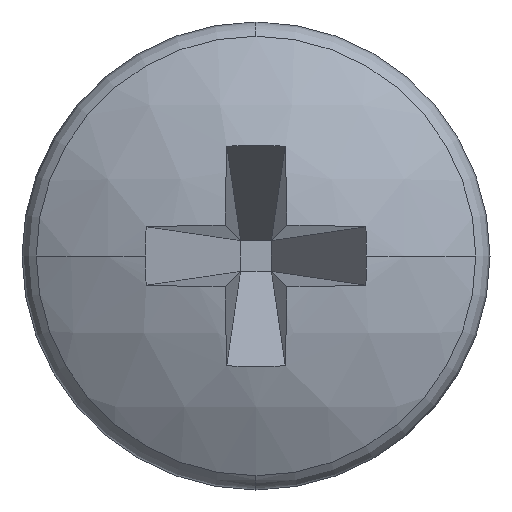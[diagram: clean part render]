
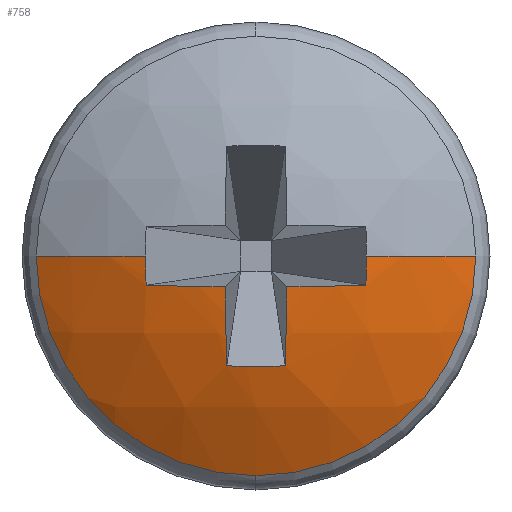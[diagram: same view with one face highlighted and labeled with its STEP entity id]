
A CAD part, left-side view. The second image highlights one B-rep face of the part: STEP entity #758.
In plain terms, the highlighted spherical face has radius 5 mm.
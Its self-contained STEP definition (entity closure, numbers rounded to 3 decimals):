
#1 = EDGE_CURVE ( 'NONE', #9, #47, #399, .T. ) ;
#9 = VERTEX_POINT ( 'NONE', #198 ) ;
#14 = CARTESIAN_POINT ( 'NONE',  ( 4.984, -0.154, 0. ) ) ;
#21 = AXIS2_PLACEMENT_3D ( 'NONE', #821, #699, #459 ) ;
#45 = EDGE_CURVE ( 'NONE', #520, #426, #763, .T. ) ;
#47 = VERTEX_POINT ( 'NONE', #790 ) ;
#56 = DIRECTION ( 'NONE',  ( 0.584, 0., -0.812 ) ) ;
#57 = DIRECTION ( 'NONE',  ( 0.584, 0.812, 0. ) ) ;
#72 = VERTEX_POINT ( 'NONE', #248 ) ;
#76 = EDGE_CURVE ( 'NONE', #47, #170, #258, .T. ) ;
#77 = DIRECTION ( 'NONE',  ( 0., 0., 1. ) ) ;
#79 = AXIS2_PLACEMENT_3D ( 'NONE', #904, #915, #370 ) ;
#82 = CARTESIAN_POINT ( 'NONE',  ( 5., 0., 0. ) ) ;
#95 = EDGE_CURVE ( 'NONE', #129, #426, #211, .T. ) ;
#103 = DIRECTION ( 'NONE',  ( 0.995, 0., 0.105 ) ) ;
#129 = VERTEX_POINT ( 'NONE', #491 ) ;
#139 = EDGE_CURVE ( 'NONE', #857, #129, #603, .T. ) ;
#153 = SPHERICAL_SURFACE ( 'NONE', #184, 5. ) ;
#159 = CIRCLE ( 'NONE', #634, 4.687 ) ;
#170 = VERTEX_POINT ( 'NONE', #614 ) ;
#183 = CARTESIAN_POINT ( 'NONE',  ( 0.189, 0.35, -1.314 ) ) ;
#184 = AXIS2_PLACEMENT_3D ( 'NONE', #82, #769, #381 ) ;
#194 = CARTESIAN_POINT ( 'NONE',  ( 4.984, 0., 0.154 ) ) ;
#195 = CIRCLE ( 'NONE', #79, 4.998 ) ;
#198 = CARTESIAN_POINT ( 'NONE',  ( 0.747, 2.629, 0. ) ) ;
#202 = CIRCLE ( 'NONE', #715, 5. ) ;
#205 = ORIENTED_EDGE ( 'NONE', *, *, #247, .T. ) ;
#211 = CIRCLE ( 'NONE', #476, 4.998 ) ;
#224 = CIRCLE ( 'NONE', #326, 5. ) ;
#226 = DIRECTION ( 'NONE',  ( -0.812, 0.584, 0. ) ) ;
#229 = CARTESIAN_POINT ( 'NONE',  ( 0.189, -0.35, -1.314 ) ) ;
#237 = EDGE_CURVE ( 'NONE', #170, #72, #224, .T. ) ;
#247 = EDGE_CURVE ( 'NONE', #72, #633, #471, .T. ) ;
#248 = CARTESIAN_POINT ( 'NONE',  ( 0.178, -1.322, 0. ) ) ;
#250 = ORIENTED_EDGE ( 'NONE', *, *, #45, .T. ) ;
#258 = CIRCLE ( 'NONE', #845, 2.629 ) ;
#262 = EDGE_CURVE ( 'NONE', #857, #948, #159, .T. ) ;
#270 = AXIS2_PLACEMENT_3D ( 'NONE', #194, #691, #841 ) ;
#275 = EDGE_CURVE ( 'NONE', #942, #633, #288, .T. ) ;
#281 = CARTESIAN_POINT ( 'NONE',  ( 0.747, 0., 0. ) ) ;
#288 = CIRCLE ( 'NONE', #270, 4.998 ) ;
#302 = CARTESIAN_POINT ( 'NONE',  ( 3.984, -1.414, 0. ) ) ;
#321 = AXIS2_PLACEMENT_3D ( 'NONE', #690, #56, #640 ) ;
#326 = AXIS2_PLACEMENT_3D ( 'NONE', #530, #536, #588 ) ;
#334 = CARTESIAN_POINT ( 'NONE',  ( 0.178, 1.322, 0. ) ) ;
#336 = DIRECTION ( 'NONE',  ( 0.995, -0.105, 0. ) ) ;
#363 = ORIENTED_EDGE ( 'NONE', *, *, #139, .F. ) ;
#368 = ORIENTED_EDGE ( 'NONE', *, *, #275, .F. ) ;
#370 = DIRECTION ( 'NONE',  ( -0.995, -0.105, 0. ) ) ;
#376 = CARTESIAN_POINT ( 'NONE',  ( 5., 0., 0. ) ) ;
#381 = DIRECTION ( 'NONE',  ( 0., 1., 0. ) ) ;
#399 = CIRCLE ( 'NONE', #924, 2.629 ) ;
#426 = VERTEX_POINT ( 'NONE', #183 ) ;
#459 = DIRECTION ( 'NONE',  ( 0.812, 0.584, 0. ) ) ;
#471 = CIRCLE ( 'NONE', #21, 4.687 ) ;
#475 = ORIENTED_EDGE ( 'NONE', *, *, #842, .F. ) ;
#476 = AXIS2_PLACEMENT_3D ( 'NONE', #14, #479, #336 ) ;
#479 = DIRECTION ( 'NONE',  ( -0.105, -0.995, 0. ) ) ;
#491 = CARTESIAN_POINT ( 'NONE',  ( 0.027, 0.367, -0.367 ) ) ;
#520 = VERTEX_POINT ( 'NONE', #229 ) ;
#530 = CARTESIAN_POINT ( 'NONE',  ( 5., 0., 0. ) ) ;
#536 = DIRECTION ( 'NONE',  ( 0., 0., -1. ) ) ;
#556 = EDGE_LOOP ( 'NONE', ( #897, #832, #779, #205, #368, #905, #250, #619, #363, #819, #475 ) ) ;
#575 = CARTESIAN_POINT ( 'NONE',  ( 0.027, -0.367, -0.367 ) ) ;
#585 = CARTESIAN_POINT ( 'NONE',  ( 0.189, -1.314, -0.35 ) ) ;
#588 = DIRECTION ( 'NONE',  ( 0., 1., 0. ) ) ;
#603 = CIRCLE ( 'NONE', #969, 4.998 ) ;
#614 = CARTESIAN_POINT ( 'NONE',  ( 0.747, -2.629, 0. ) ) ;
#619 = ORIENTED_EDGE ( 'NONE', *, *, #95, .F. ) ;
#633 = VERTEX_POINT ( 'NONE', #585 ) ;
#634 = AXIS2_PLACEMENT_3D ( 'NONE', #302, #57, #226 ) ;
#640 = DIRECTION ( 'NONE',  ( -0.812, 0., -0.584 ) ) ;
#690 = CARTESIAN_POINT ( 'NONE',  ( 3.984, 0., 1.414 ) ) ;
#691 = DIRECTION ( 'NONE',  ( -0.105, 0., 0.995 ) ) ;
#694 = DIRECTION ( 'NONE',  ( 0., 0., 1. ) ) ;
#699 = DIRECTION ( 'NONE',  ( 0.584, -0.812, 0. ) ) ;
#702 = DIRECTION ( 'NONE',  ( 1., 0., 0. ) ) ;
#703 = EDGE_CURVE ( 'NONE', #520, #942, #195, .T. ) ;
#715 = AXIS2_PLACEMENT_3D ( 'NONE', #376, #694, #702 ) ;
#732 = CARTESIAN_POINT ( 'NONE',  ( 0.747, 0., 0. ) ) ;
#758 = ADVANCED_FACE ( 'NONE', ( #761 ), #153, .T. ) ;
#761 = FACE_OUTER_BOUND ( 'NONE', #556, .T. ) ;
#763 = CIRCLE ( 'NONE', #321, 4.687 ) ;
#769 = DIRECTION ( 'NONE',  ( 0., 0., -1. ) ) ;
#779 = ORIENTED_EDGE ( 'NONE', *, *, #237, .T. ) ;
#790 = CARTESIAN_POINT ( 'NONE',  ( 0.747, 0., -2.629 ) ) ;
#804 = DIRECTION ( 'NONE',  ( -0.105, 0., 0.995 ) ) ;
#819 = ORIENTED_EDGE ( 'NONE', *, *, #262, .T. ) ;
#821 = CARTESIAN_POINT ( 'NONE',  ( 3.984, 1.414, 0. ) ) ;
#831 = DIRECTION ( 'NONE',  ( -1., 0., 0. ) ) ;
#832 = ORIENTED_EDGE ( 'NONE', *, *, #76, .T. ) ;
#841 = DIRECTION ( 'NONE',  ( 0.995, 0., 0.105 ) ) ;
#842 = EDGE_CURVE ( 'NONE', #9, #948, #202, .T. ) ;
#845 = AXIS2_PLACEMENT_3D ( 'NONE', #732, #940, #77 ) ;
#857 = VERTEX_POINT ( 'NONE', #1007 ) ;
#879 = CARTESIAN_POINT ( 'NONE',  ( 4.984, 0., 0.154 ) ) ;
#896 = DIRECTION ( 'NONE',  ( 0., 0., 1. ) ) ;
#897 = ORIENTED_EDGE ( 'NONE', *, *, #1, .T. ) ;
#904 = CARTESIAN_POINT ( 'NONE',  ( 4.984, 0.154, 0. ) ) ;
#905 = ORIENTED_EDGE ( 'NONE', *, *, #703, .F. ) ;
#915 = DIRECTION ( 'NONE',  ( -0.105, 0.995, 0. ) ) ;
#924 = AXIS2_PLACEMENT_3D ( 'NONE', #281, #831, #896 ) ;
#940 = DIRECTION ( 'NONE',  ( -1., 0., 0. ) ) ;
#942 = VERTEX_POINT ( 'NONE', #575 ) ;
#948 = VERTEX_POINT ( 'NONE', #334 ) ;
#969 = AXIS2_PLACEMENT_3D ( 'NONE', #879, #804, #103 ) ;
#1007 = CARTESIAN_POINT ( 'NONE',  ( 0.189, 1.314, -0.35 ) ) ;
